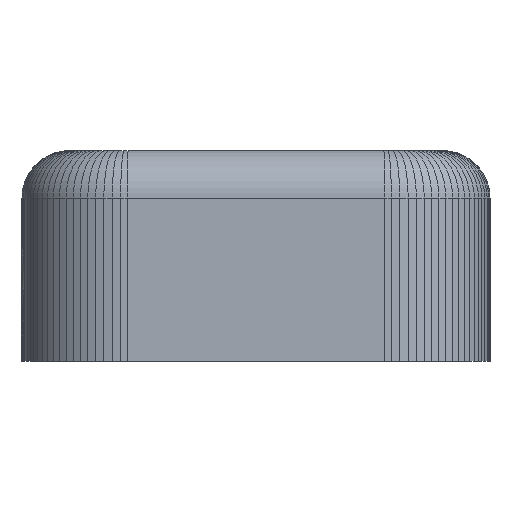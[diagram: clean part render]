
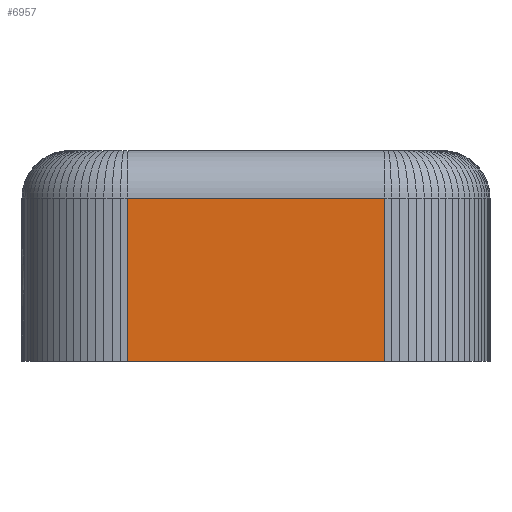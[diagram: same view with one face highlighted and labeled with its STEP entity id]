
A CAD part, left-side view. The second image highlights one B-rep face of the part: STEP entity #6957.
In plain terms, the highlighted planar face has unit normal (-1, 0, 0).
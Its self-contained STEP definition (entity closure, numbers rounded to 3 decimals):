
#211=PLANE('',#7515);
#593=FACE_OUTER_BOUND('',#991,.T.);
#991=EDGE_LOOP('',(#6109,#6110,#6111,#6112));
#1539=LINE('',#10379,#2368);
#1825=LINE('',#11289,#2654);
#1881=LINE('',#11564,#2710);
#1882=LINE('',#11566,#2711);
#2368=VECTOR('',#8207,10.);
#2654=VECTOR('',#8769,10.);
#2710=VECTOR('',#9195,10.);
#2711=VECTOR('',#9198,10.);
#3290=VERTEX_POINT('',#10376);
#3291=VERTEX_POINT('',#10378);
#3477=VERTEX_POINT('',#11286);
#3478=VERTEX_POINT('',#11288);
#3969=EDGE_CURVE('',#3291,#3290,#1539,.T.);
#4280=EDGE_CURVE('',#3477,#3478,#1825,.T.);
#4419=EDGE_CURVE('',#3290,#3478,#1881,.T.);
#4420=EDGE_CURVE('',#3291,#3477,#1882,.T.);
#6109=ORIENTED_EDGE('',*,*,#3969,.T.);
#6110=ORIENTED_EDGE('',*,*,#4419,.T.);
#6111=ORIENTED_EDGE('',*,*,#4280,.F.);
#6112=ORIENTED_EDGE('',*,*,#4420,.F.);
#6957=ADVANCED_FACE('',(#593),#211,.T.);
#7515=AXIS2_PLACEMENT_3D('',#11565,#9196,#9197);
#8207=DIRECTION('',(0.,-1.,0.));
#8769=DIRECTION('',(0.,-1.,0.));
#9195=DIRECTION('',(0.,0.,1.));
#9196=DIRECTION('center_axis',(-1.,0.,0.));
#9197=DIRECTION('ref_axis',(0.,-1.,0.));
#9198=DIRECTION('',(0.,0.,1.));
#10376=CARTESIAN_POINT('',(-10.405,3.044,-18.84));
#10378=CARTESIAN_POINT('',(-10.405,35.573,-18.84));
#10379=CARTESIAN_POINT('',(-10.405,27.44,-18.84));
#11286=CARTESIAN_POINT('',(-10.405,35.573,1.8));
#11288=CARTESIAN_POINT('',(-10.405,3.044,1.8));
#11289=CARTESIAN_POINT('',(-10.405,27.44,1.8));
#11564=CARTESIAN_POINT('',(-10.405,3.044,0.));
#11565=CARTESIAN_POINT('Origin',(-10.405,35.573,0.));
#11566=CARTESIAN_POINT('',(-10.405,35.573,0.));
